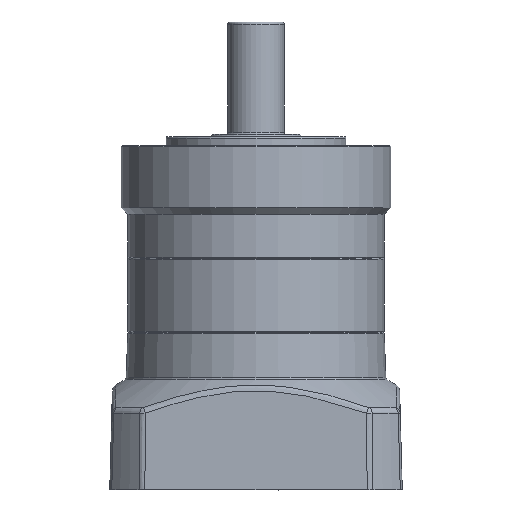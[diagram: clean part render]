
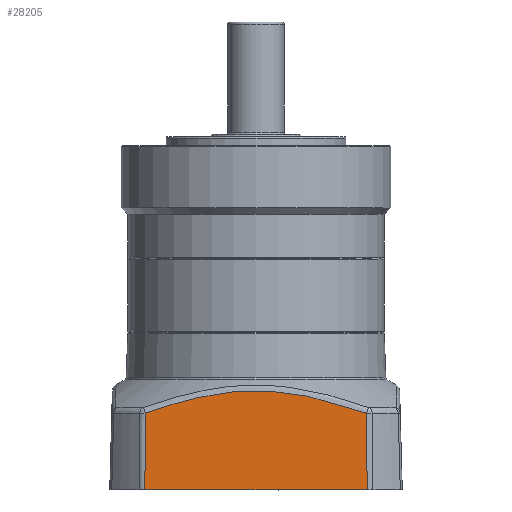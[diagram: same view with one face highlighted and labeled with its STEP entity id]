
A CAD part, front view. The second image highlights one B-rep face of the part: STEP entity #28205.
In plain terms, the highlighted planar face has unit normal (0, -1, 0.026).
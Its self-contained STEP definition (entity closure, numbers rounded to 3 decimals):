
#1089 = CARTESIAN_POINT ( 'NONE',  ( 49.409, -65., 0. ) ) ;
#1375 = B_SPLINE_CURVE_WITH_KNOTS ( 'NONE', 3,
 ( #27477, #21602, #27728, #9879 ),
 .UNSPECIFIED., .F., .F.,
 ( 4, 4 ),
 ( 0., 0.986 ),
 .UNSPECIFIED. ) ;
#2186 = CARTESIAN_POINT ( 'NONE',  ( -49.409, -65., 0. ) ) ;
#4854 = DIRECTION ( 'NONE',  ( 1., 0., 0. ) ) ;
#6367 = CARTESIAN_POINT ( 'NONE',  ( 49.409, -65., 0. ) ) ;
#6495 = EDGE_LOOP ( 'NONE', ( #34561, #31466, #33253, #22505 ) ) ;
#6536 = DIRECTION ( 'NONE',  ( 0., -1., 0.026 ) ) ;
#7970 = FACE_OUTER_BOUND ( 'NONE', #6495, .T. ) ;
#8051 = CARTESIAN_POINT ( 'NONE',  ( -20.852, -63.896, 42.167 ) ) ;
#9302 = AXIS2_PLACEMENT_3D ( 'NONE', #23629, #6536, #18248 ) ;
#9857 = CARTESIAN_POINT ( 'NONE',  ( 49.092, -64.107, 34.096 ) ) ;
#9879 = CARTESIAN_POINT ( 'NONE',  ( -49.409, -65., 0. ) ) ;
#10745 = CARTESIAN_POINT ( 'NONE',  ( -49.092, -64.107, 34.096 ) ) ;
#11250 = CARTESIAN_POINT ( 'NONE',  ( -4.118, -63.845, 44.121 ) ) ;
#13476 = CARTESIAN_POINT ( 'NONE',  ( -49.092, -64.107, 34.096 ) ) ;
#13745 = CARTESIAN_POINT ( 'NONE',  ( -50.806, -65., 0. ) ) ;
#14919 = PLANE ( 'NONE',  #9302 ) ;
#15886 = EDGE_CURVE ( 'NONE', #31243, #16782, #32623, .T. ) ;
#16782 = VERTEX_POINT ( 'NONE', #33479 ) ;
#17066 = CARTESIAN_POINT ( 'NONE',  ( 49.092, -64.107, 34.096 ) ) ;
#17294 = EDGE_CURVE ( 'NONE', #28671, #31243, #34069, .T. ) ;
#18248 = DIRECTION ( 'NONE',  ( -1., 0., 0. ) ) ;
#18503 = CARTESIAN_POINT ( 'NONE',  ( 49.304, -64.702, 11.365 ) ) ;
#20137 = CARTESIAN_POINT ( 'NONE',  ( -33.118, -63.966, 39.475 ) ) ;
#21391 = B_SPLINE_CURVE_WITH_KNOTS ( 'NONE', 3,
 ( #17066, #34441, #22955, #11250, #34197, #25522, #8051, #20137, #37489, #10745 ),
 .UNSPECIFIED., .F., .F.,
 ( 4, 2, 2, 2, 4 ),
 ( 0., 0.5, 0.625, 0.75, 1. ),
 .UNSPECIFIED. ) ;
#21602 = CARTESIAN_POINT ( 'NONE',  ( -49.198, -64.405, 22.731 ) ) ;
#22505 = ORIENTED_EDGE ( 'NONE', *, *, #37027, .T. ) ;
#22955 = CARTESIAN_POINT ( 'NONE',  ( 17.094, -63.845, 44.096 ) ) ;
#23629 = CARTESIAN_POINT ( 'NONE',  ( -50.806, -65., 0. ) ) ;
#25522 = CARTESIAN_POINT ( 'NONE',  ( -16.724, -63.877, 42.885 ) ) ;
#26300 = VECTOR ( 'NONE', #4854, 1000. ) ;
#27449 = CARTESIAN_POINT ( 'NONE',  ( 49.198, -64.405, 22.731 ) ) ;
#27477 = CARTESIAN_POINT ( 'NONE',  ( -49.092, -64.107, 34.096 ) ) ;
#27728 = CARTESIAN_POINT ( 'NONE',  ( -49.304, -64.702, 11.365 ) ) ;
#28205 = ADVANCED_FACE ( 'NONE', ( #7970 ), #14919, .T. ) ;
#28671 = VERTEX_POINT ( 'NONE', #2186 ) ;
#30383 = EDGE_CURVE ( 'NONE', #32690, #28671, #1375, .T. ) ;
#31243 = VERTEX_POINT ( 'NONE', #6367 ) ;
#31466 = ORIENTED_EDGE ( 'NONE', *, *, #17294, .T. ) ;
#32623 = B_SPLINE_CURVE_WITH_KNOTS ( 'NONE', 3,
 ( #1089, #18503, #27449, #9857 ),
 .UNSPECIFIED., .F., .F.,
 ( 4, 4 ),
 ( 0.014, 1. ),
 .UNSPECIFIED. ) ;
#32690 = VERTEX_POINT ( 'NONE', #13476 ) ;
#33253 = ORIENTED_EDGE ( 'NONE', *, *, #15886, .T. ) ;
#33479 = CARTESIAN_POINT ( 'NONE',  ( 49.092, -64.107, 34.096 ) ) ;
#34069 = LINE ( 'NONE', #13745, #26300 ) ;
#34197 = CARTESIAN_POINT ( 'NONE',  ( -8.372, -63.851, 43.863 ) ) ;
#34441 = CARTESIAN_POINT ( 'NONE',  ( 33.237, -63.957, 39.836 ) ) ;
#34561 = ORIENTED_EDGE ( 'NONE', *, *, #30383, .T. ) ;
#37027 = EDGE_CURVE ( 'NONE', #16782, #32690, #21391, .T. ) ;
#37489 = CARTESIAN_POINT ( 'NONE',  ( -41.145, -64.032, 36.973 ) ) ;
